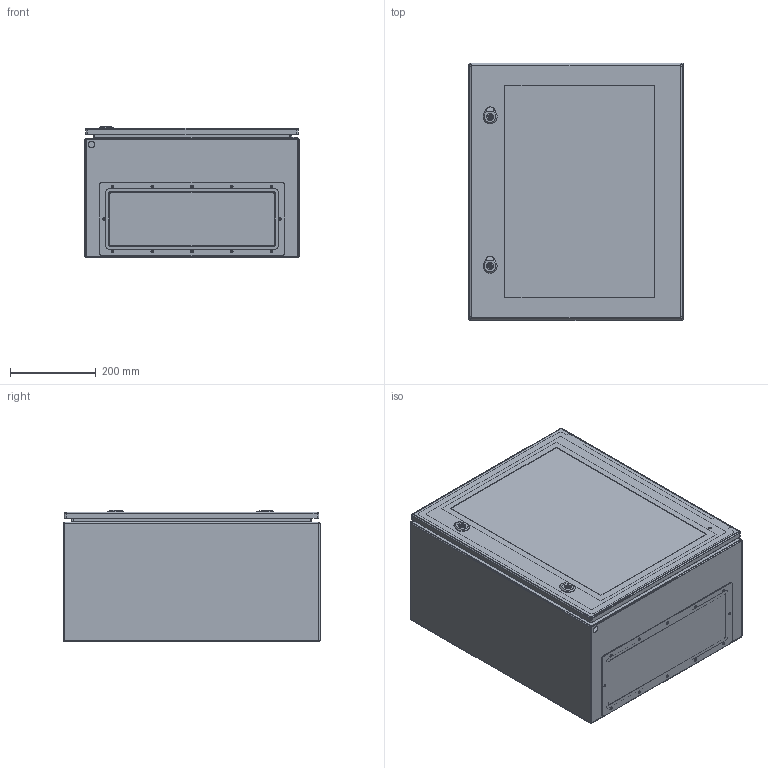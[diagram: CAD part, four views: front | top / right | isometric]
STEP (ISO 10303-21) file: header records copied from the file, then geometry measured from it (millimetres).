
FILE_DESCRIPTION(/* description */ (''),/* implementation_level */ '2;1');
FILE_NAME(/* name */ 'GNT605030',/* time_stamp */ '2025-04-29T13:20:18+02:00',/* author */ (''),/* organization */ (''),/* preprocessor_version */ 'ST-DEVELOPER v19.4',/* originating_system */ 'SIEMENS PLM Software NX2212.8101',/* authorisation */ '');
FILE_SCHEMA (('AP203_CONFIGURATION_CONTROLLED_3D_DESIGN_OF_MECHANICAL_PARTS_AND_ASSEMBLIES_MIM_LF { 1 0 10303 403 2 1 2}'));
Length unit declared in the file: millimetre
Products named in the file (8): 501.P020.16-01-CRISTAL PUERTA ARG 600x500; 501.P019.1016-01-Puerta_600x500; 501.P004-01-CIERRE 1 PUNTO; 501.P006.1017-01-PLACA DE MONTAJE_600x500; 501.P003.1008-01-TAPA PASACABLES LISA; 501.P001.1039-01-FONDO 600x500x300; 501.C019.1016-01-PUERTA TRANSPARENTE 600x500_NX-ARRAGMNTCOMPLETA; 501.C020.1039-01-GNT605030
Assembly tree (8 placements, depth 3):
  501.C020.1039-01-GNT605030
    501.P001.1039-01-FONDO 600x500x300
    501.P003.1008-01-TAPA PASACABLES LISA
    501.P006.1017-01-PLACA DE MONTAJE_600x500
    501.C019.1016-01-PUERTA TRANSPARENTE 600x500_NX-ARRAGMNTCOMPLETA
      501.P004-01-CIERRE 1 PUNTO  x2
      501.P019.1016-01-Puerta_600x500
      501.P020.16-01-CRISTAL PUERTA ARG 600x500
Bounding box: 500 x 602 x 306.2 mm (x, y, z)
Volume: 3047956.7 mm3; surface area: 3296488.4 mm2
Topology: 13 solids, 13 shells, 544 faces, 1403 edges, 890 vertices
Faces by surface type: plane 269, cylinder 213, bspline 24, sphere 20, cone 10, torus 8
Full cylindrical faces by diameter (mm): 3 x20, 5 x2, 6 x13, 8 x5, 9 x4, 10 x2, 15.1 x1, 16 x4, 16.25 x2, 19.3 x2
Entity records: 15518 total; most frequent: CARTESIAN_POINT 2946, DIRECTION 2420, ORIENTED_EDGE 2234, EDGE_CURVE 1117, AXIS2_PLACEMENT_3D 896, VERTEX_POINT 733, LINE 628, VECTOR 628
